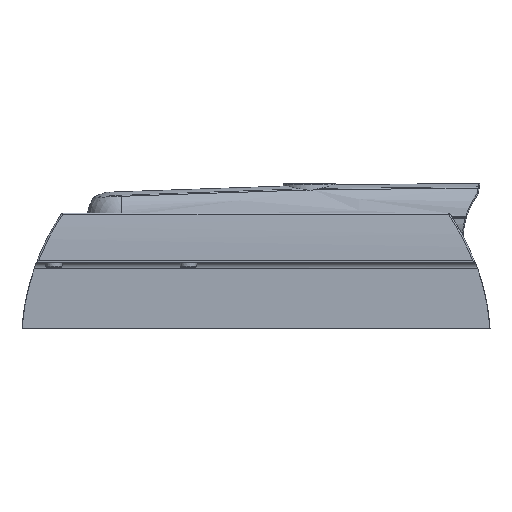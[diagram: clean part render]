
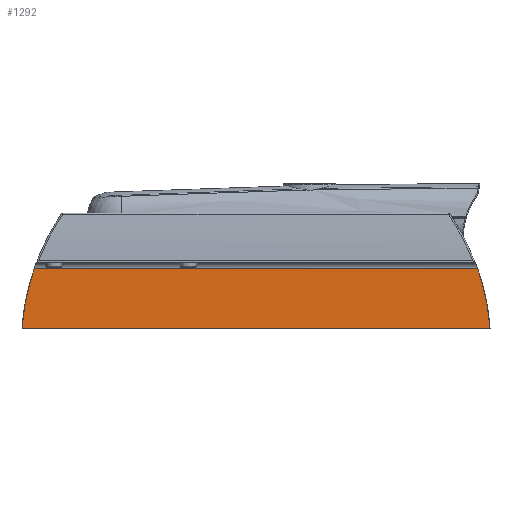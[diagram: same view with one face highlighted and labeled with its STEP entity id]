
A CAD part, left-side view. The second image highlights one B-rep face of the part: STEP entity #1292.
In plain terms, the highlighted planar face has unit normal (-1, 0, 0).
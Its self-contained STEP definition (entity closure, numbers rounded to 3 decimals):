
#1292=ADVANCED_FACE('',(#3585),#3586,.T.);
#3585=FACE_OUTER_BOUND('',#6938,.T.);
#3586=PLANE('',#6939);
#6938=EDGE_LOOP('',(#27248,#27249,#27250,#27251));
#6939=AXIS2_PLACEMENT_3D('',#27252,#27253,#27254);
#27248=ORIENTED_EDGE('',*,*,#36311,.T.);
#27249=ORIENTED_EDGE('',*,*,#36312,.T.);
#27250=ORIENTED_EDGE('',*,*,#36313,.T.);
#27251=ORIENTED_EDGE('',*,*,#36314,.T.);
#27252=CARTESIAN_POINT('',(30.419,87.0,0.0));
#27253=DIRECTION('',(-1.0,0.0,0.0));
#27254=DIRECTION('',(0.0,-1.0,0.0));
#36311=EDGE_CURVE('',#40190,#40191,#40192,.T.);
#36312=EDGE_CURVE('',#40191,#40193,#40194,.T.);
#36313=EDGE_CURVE('',#40193,#40195,#40196,.T.);
#36314=EDGE_CURVE('',#40195,#40190,#40197,.T.);
#40190=VERTEX_POINT('',#45706);
#40191=VERTEX_POINT('',#45707);
#40192=CIRCLE('',#45708,87.9);
#40193=VERTEX_POINT('',#45709);
#40194=LINE('',#45710,#45711);
#40195=VERTEX_POINT('',#45712);
#40196=CIRCLE('',#45713,87.9);
#40197=LINE('',#45714,#45715);
#45706=CARTESIAN_POINT('',(30.419,169.468,22.1));
#45707=CARTESIAN_POINT('',(30.419,174.0,0.0));
#45708=AXIS2_PLACEMENT_3D('',#67076,#67077,#67078);
#45709=CARTESIAN_POINT('',(30.419,0.0,0.0));
#45710=CARTESIAN_POINT('',(30.419,87.0,0.0));
#45711=VECTOR('',#67079,1000.0);
#45712=CARTESIAN_POINT('',(30.419,4.532,22.1));
#45713=AXIS2_PLACEMENT_3D('',#67080,#67081,#67082);
#45714=CARTESIAN_POINT('',(30.419,87.0,22.1));
#45715=VECTOR('',#67083,1000.0);
#67076=CARTESIAN_POINT('',(30.419,86.338,-6.464));
#67077=DIRECTION('',(-1.0,0.0,0.0));
#67078=DIRECTION('',(0.0,-1.0,0.0));
#67079=DIRECTION('',(0.0,-1.0,0.0));
#67080=CARTESIAN_POINT('',(30.419,87.662,-6.464));
#67081=DIRECTION('',(-1.0,0.0,0.0));
#67082=DIRECTION('',(0.0,-1.0,0.0));
#67083=DIRECTION('',(0.0,1.0,0.0));
